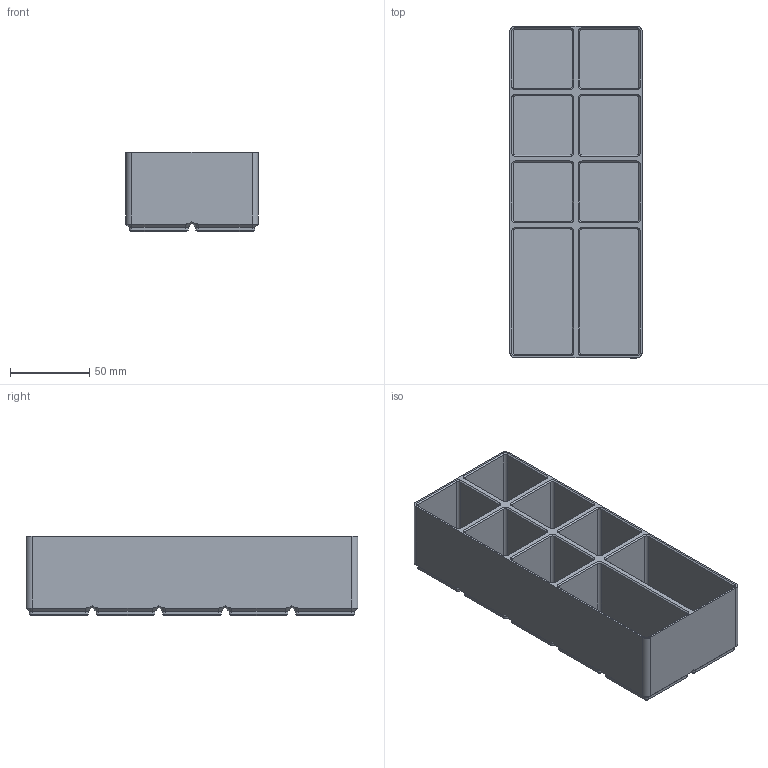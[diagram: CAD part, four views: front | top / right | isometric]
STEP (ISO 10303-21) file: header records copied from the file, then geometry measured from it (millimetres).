
FILE_DESCRIPTION(('Creo Elements/Direct Modeling STEP Export'),'2;1');
FILE_NAME('Gridfinity-2x5x50-04.stp','2022-11-06T18:40:26',(''),(''),'Creo Elements/Direct Modeling STEP processor for AP214 (Solid Model)','Creo Elements/Direct Modeling 20.3A 20-Jun-2020 (C) Parametric Technology GmbH','');
FILE_SCHEMA(('AUTOMOTIVE_DESIGN { 1 0 10303 214 1 1 1 1 }'));
Length unit declared in the file: millimetre
Products named in the file (2): 2x5x50-04
Assembly tree (1 placements, depth 2):
  2x5x50-04
    2x5x50-04
Bounding box: 83.5 x 209.5 x 50 mm (x, y, z)
Volume: 236756.5 mm3; surface area: 125955.9 mm2
Topology: 1 solids, 1 shells, 635 faces, 1373 edges, 828 vertices
Faces by surface type: plane 287, cylinder 236, cone 112
Entity records: 18977 total; most frequent: CARTESIAN_POINT 5441, DIRECTION 2795, ORIENTED_EDGE 2746, EDGE_CURVE 1373, AXIS2_PLACEMENT_3D 1006, VERTEX_POINT 828, VECTOR 783, LINE 783
